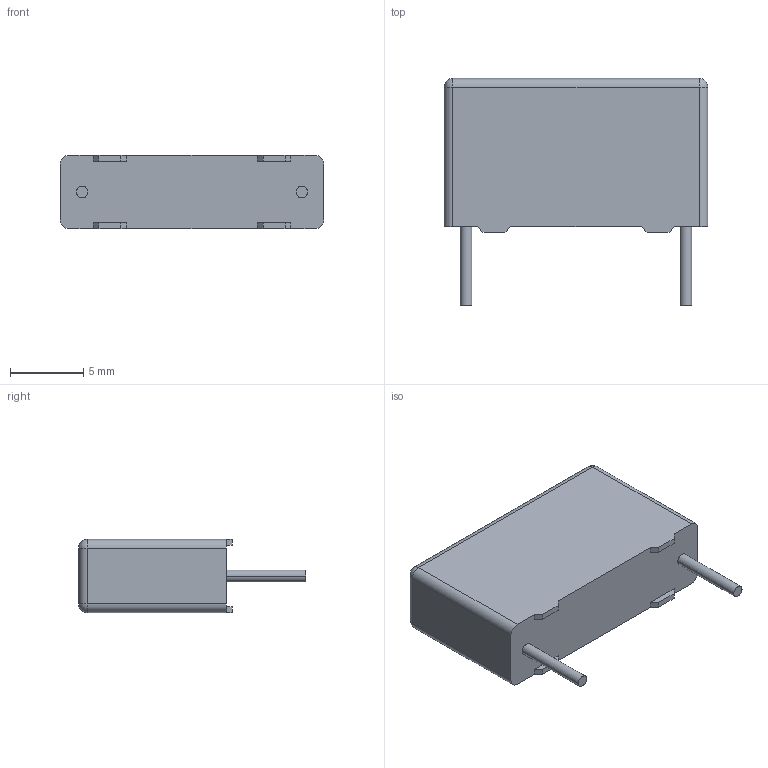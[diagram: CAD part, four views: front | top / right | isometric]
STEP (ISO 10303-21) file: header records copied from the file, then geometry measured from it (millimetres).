
FILE_DESCRIPTION (( 'STEP AP214' ), '1' );
FILE_NAME ('B32922X2104K000.STEP', '2022-09-09T13:47:36', ( '' ), ( '' ), 'SwSTEP 2.0', 'SolidWorks 2018', '' );
FILE_SCHEMA (( 'AUTOMOTIVE_DESIGN' ));
Length unit declared in the file: millimetre
Products named in the file (1): B32922X2104K000
Bounding box: 18 x 15.5 x 5 mm (x, y, z)
Volume: 909.1 mm3; surface area: 657.6 mm2
Topology: 3 solids, 3 shells, 42 faces, 100 edges, 60 vertices
Faces by surface type: plane 26, cylinder 12, sphere 4
Entity records: 1682 total; most frequent: DIRECTION 206, CARTESIAN_POINT 199, ORIENTED_EDGE 192, EDGE_CURVE 96, VECTOR 72, LINE 72, AXIS2_PLACEMENT_3D 67, VERTEX_POINT 60
